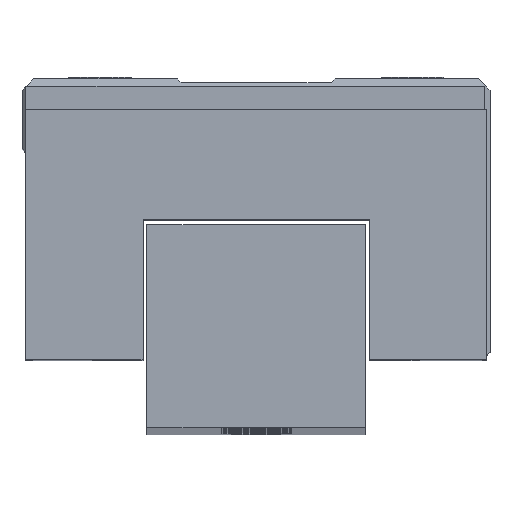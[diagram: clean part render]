
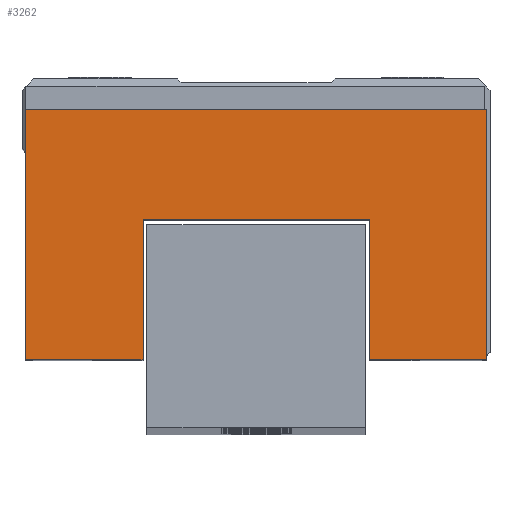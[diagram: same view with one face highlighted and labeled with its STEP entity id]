
A CAD part, top view. The second image highlights one B-rep face of the part: STEP entity #3262.
In plain terms, the highlighted planar face has unit normal (0, 0, 1).
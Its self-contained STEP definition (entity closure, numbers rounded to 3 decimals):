
#1757=DIRECTION('',(0.,-1.,0.));
#1758=VECTOR('',#1757,32.);
#1759=CARTESIAN_POINT('',(-29.5,19.5,49.5));
#1760=LINE('',#1759,#1758);
#1761=DIRECTION('',(-1.,0.,0.));
#1762=VECTOR('',#1761,59.);
#1763=CARTESIAN_POINT('',(29.5,19.5,49.5));
#1764=LINE('',#1763,#1762);
#1765=DIRECTION('',(0.,1.,0.));
#1766=VECTOR('',#1765,32.);
#1767=CARTESIAN_POINT('',(29.5,-12.5,49.5));
#1768=LINE('',#1767,#1766);
#1769=DIRECTION('',(1.,0.,0.));
#1770=VECTOR('',#1769,15.);
#1771=CARTESIAN_POINT('',(14.5,-12.5,49.5));
#1772=LINE('',#1771,#1770);
#1773=DIRECTION('',(0.,-1.,0.));
#1774=VECTOR('',#1773,18.);
#1775=CARTESIAN_POINT('',(14.5,5.5,49.5));
#1776=LINE('',#1775,#1774);
#1777=DIRECTION('',(1.,0.,0.));
#1778=VECTOR('',#1777,29.);
#1779=CARTESIAN_POINT('',(-14.5,5.5,49.5));
#1780=LINE('',#1779,#1778);
#1781=DIRECTION('',(0.,1.,0.));
#1782=VECTOR('',#1781,18.);
#1783=CARTESIAN_POINT('',(-14.5,-12.5,49.5));
#1784=LINE('',#1783,#1782);
#1785=DIRECTION('',(1.,0.,0.));
#1786=VECTOR('',#1785,15.);
#1787=CARTESIAN_POINT('',(-29.5,-12.5,49.5));
#1788=LINE('',#1787,#1786);
#2272=CARTESIAN_POINT('',(-29.5,19.5,49.5));
#2273=CARTESIAN_POINT('',(-29.5,-12.5,49.5));
#2274=VERTEX_POINT('',#2272);
#2275=VERTEX_POINT('',#2273);
#2276=CARTESIAN_POINT('',(-14.5,-12.5,49.5));
#2277=VERTEX_POINT('',#2276);
#2278=CARTESIAN_POINT('',(-14.5,5.5,49.5));
#2279=VERTEX_POINT('',#2278);
#2280=CARTESIAN_POINT('',(14.5,5.5,49.5));
#2281=CARTESIAN_POINT('',(14.5,-12.5,49.5));
#2282=VERTEX_POINT('',#2280);
#2283=VERTEX_POINT('',#2281);
#2284=CARTESIAN_POINT('',(29.5,-12.5,49.5));
#2285=VERTEX_POINT('',#2284);
#2286=CARTESIAN_POINT('',(29.5,19.5,49.5));
#2287=VERTEX_POINT('',#2286);
#3245=CARTESIAN_POINT('',(0.,0.,49.5));
#3246=DIRECTION('',(0.,0.,1.));
#3247=DIRECTION('',(1.,0.,0.));
#3248=AXIS2_PLACEMENT_3D('',#3245,#3246,#3247);
#3249=PLANE('',#3248);
#3250=ORIENTED_EDGE('',*,*,#2598,.F.);
#3251=ORIENTED_EDGE('',*,*,#2618,.F.);
#3253=ORIENTED_EDGE('',*,*,#3252,.F.);
#3254=ORIENTED_EDGE('',*,*,#3093,.F.);
#3255=ORIENTED_EDGE('',*,*,#3029,.F.);
#3257=ORIENTED_EDGE('',*,*,#3256,.F.);
#3258=ORIENTED_EDGE('',*,*,#2986,.F.);
#3259=ORIENTED_EDGE('',*,*,#2924,.F.);
#3260=EDGE_LOOP('',(#3250,#3251,#3253,#3254,#3255,#3257,#3258,#3259));
#3261=FACE_OUTER_BOUND('',#3260,.F.);
#3262=ADVANCED_FACE('',(#3261),#3249,.T.);
#2598=EDGE_CURVE('',#2274,#2275,#1760,.T.);
#2618=EDGE_CURVE('',#2287,#2274,#1764,.T.);
#2924=EDGE_CURVE('',#2275,#2277,#1788,.T.);
#2986=EDGE_CURVE('',#2277,#2279,#1784,.T.);
#3029=EDGE_CURVE('',#2282,#2283,#1776,.T.);
#3093=EDGE_CURVE('',#2283,#2285,#1772,.T.);
#3252=EDGE_CURVE('',#2285,#2287,#1768,.T.);
#3256=EDGE_CURVE('',#2279,#2282,#1780,.T.);
